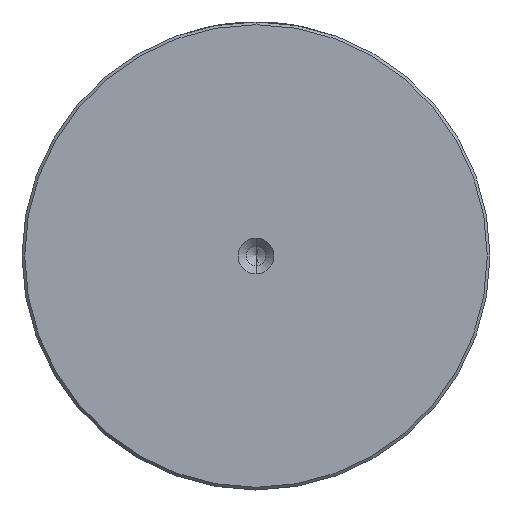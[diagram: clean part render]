
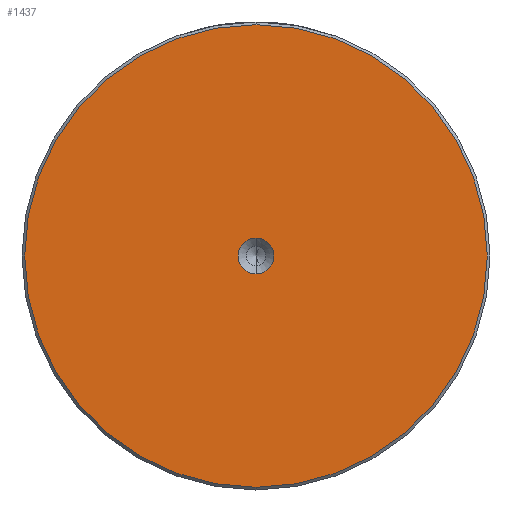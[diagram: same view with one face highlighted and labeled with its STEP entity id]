
A CAD part, left-side view. The second image highlights one B-rep face of the part: STEP entity #1437.
In plain terms, the highlighted planar face has unit normal (-1, 0, 0).
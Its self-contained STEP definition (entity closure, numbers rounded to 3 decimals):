
#20 = ORIENTED_EDGE ( 'NONE', *, *, #452, .F. ) ;
#31 = CIRCLE ( 'NONE', #958, 42.5 ) ;
#40 = CIRCLE ( 'NONE', #1920, 3.3 ) ;
#56 = CARTESIAN_POINT ( 'NONE',  ( 0., 0., 3.3 ) ) ;
#59 = DIRECTION ( 'NONE',  ( -1., 0., 0. ) ) ;
#167 = AXIS2_PLACEMENT_3D ( 'NONE', #204, #59, #432 ) ;
#204 = CARTESIAN_POINT ( 'NONE',  ( 0., 0., 0. ) ) ;
#427 = PLANE ( 'NONE',  #1266 ) ;
#432 = DIRECTION ( 'NONE',  ( 0., 0., 1. ) ) ;
#452 = EDGE_CURVE ( 'NONE', #1184, #2273, #40, .T. ) ;
#481 = DIRECTION ( 'NONE',  ( -1., 0., 0. ) ) ;
#498 = CARTESIAN_POINT ( 'NONE',  ( 0., 0., 42.5 ) ) ;
#562 = CARTESIAN_POINT ( 'NONE',  ( 0., 0., 0. ) ) ;
#571 = EDGE_CURVE ( 'NONE', #1263, #2390, #3040, .T. ) ;
#680 = CARTESIAN_POINT ( 'NONE',  ( 0., 0., 0. ) ) ;
#687 = CIRCLE ( 'NONE', #3235, 3.3 ) ;
#825 = DIRECTION ( 'NONE',  ( 0., 0., 1. ) ) ;
#923 = DIRECTION ( 'NONE',  ( 0., 0., 1. ) ) ;
#958 = AXIS2_PLACEMENT_3D ( 'NONE', #562, #2324, #825 ) ;
#963 = DIRECTION ( 'NONE',  ( -1., 0., 0. ) ) ;
#971 = DIRECTION ( 'NONE',  ( 0., 0., 1. ) ) ;
#990 = ORIENTED_EDGE ( 'NONE', *, *, #2911, .T. ) ;
#1028 = FACE_BOUND ( 'NONE', #3206, .T. ) ;
#1042 = CARTESIAN_POINT ( 'NONE',  ( 0., 0., 0. ) ) ;
#1070 = FACE_OUTER_BOUND ( 'NONE', #1947, .T. ) ;
#1184 = VERTEX_POINT ( 'NONE', #56 ) ;
#1263 = VERTEX_POINT ( 'NONE', #3080 ) ;
#1266 = AXIS2_PLACEMENT_3D ( 'NONE', #680, #1934, #923 ) ;
#1437 = ADVANCED_FACE ( 'NONE', ( #1070, #1028 ), #427, .T. ) ;
#1920 = AXIS2_PLACEMENT_3D ( 'NONE', #1042, #963, #971 ) ;
#1934 = DIRECTION ( 'NONE',  ( -1., 0., 0. ) ) ;
#1947 = EDGE_LOOP ( 'NONE', ( #2034, #990 ) ) ;
#1990 = CARTESIAN_POINT ( 'NONE',  ( 0., 0., 0. ) ) ;
#2034 = ORIENTED_EDGE ( 'NONE', *, *, #571, .T. ) ;
#2228 = DIRECTION ( 'NONE',  ( 0., 0., 1. ) ) ;
#2273 = VERTEX_POINT ( 'NONE', #3189 ) ;
#2324 = DIRECTION ( 'NONE',  ( -1., 0., 0. ) ) ;
#2390 = VERTEX_POINT ( 'NONE', #498 ) ;
#2644 = EDGE_CURVE ( 'NONE', #2273, #1184, #687, .T. ) ;
#2744 = ORIENTED_EDGE ( 'NONE', *, *, #2644, .F. ) ;
#2911 = EDGE_CURVE ( 'NONE', #2390, #1263, #31, .T. ) ;
#3040 = CIRCLE ( 'NONE', #167, 42.5 ) ;
#3080 = CARTESIAN_POINT ( 'NONE',  ( 0., 0., -42.5 ) ) ;
#3189 = CARTESIAN_POINT ( 'NONE',  ( 0., 0., -3.3 ) ) ;
#3206 = EDGE_LOOP ( 'NONE', ( #20, #2744 ) ) ;
#3235 = AXIS2_PLACEMENT_3D ( 'NONE', #1990, #481, #2228 ) ;
